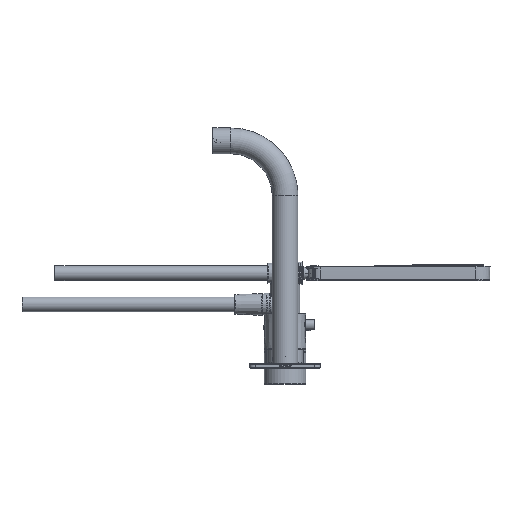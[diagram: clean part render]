
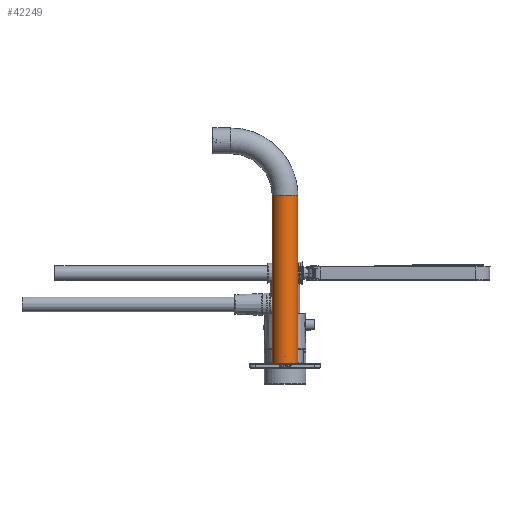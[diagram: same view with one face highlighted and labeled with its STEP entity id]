
A CAD part, front view. The second image highlights one B-rep face of the part: STEP entity #42249.
In plain terms, the highlighted cylindrical face has radius 13 mm (diameter 26 mm), a full revolution.
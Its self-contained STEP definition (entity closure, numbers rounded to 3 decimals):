
#7047=B_SPLINE_CURVE_WITH_KNOTS('',3,(#65339,#65340,#65341,#65342,#65343,
#65344,#65345,#65346,#65347,#65348,#65349),.UNSPECIFIED.,.T.,.F.,(1,1,1,
1,1,1,1,1,1,1,1,1,1,1,1),(-0.004,-0.003,-0.001,
0.,0.001,0.003,0.004,
0.006,0.007,0.009,0.01,
0.012,0.013,0.015,0.016),
 .UNSPECIFIED.);
#8316=CYLINDRICAL_SURFACE('',#48483,13.);
#8932=ORIENTED_EDGE('',*,*,#21374,.T.);
#8933=ORIENTED_EDGE('',*,*,#21375,.T.);
#8934=ORIENTED_EDGE('',*,*,#21376,.F.);
#21374=EDGE_CURVE('',#27595,#27595,#31729,.T.);
#21375=EDGE_CURVE('',#27596,#27596,#7047,.T.);
#21376=EDGE_CURVE('',#27597,#27597,#31730,.T.);
#27595=VERTEX_POINT('',#65338);
#27596=VERTEX_POINT('',#65350);
#27597=VERTEX_POINT('',#65352);
#31729=CIRCLE('',#48484,13.);
#31730=CIRCLE('',#48485,13.);
#33825=EDGE_LOOP('',(#8932));
#33826=EDGE_LOOP('',(#8933));
#33827=EDGE_LOOP('',(#8934));
#37484=FACE_BOUND('',#33825,.T.);
#37485=FACE_BOUND('',#33826,.T.);
#37486=FACE_BOUND('',#33827,.T.);
#42249=ADVANCED_FACE('',(#37484,#37485,#37486),#8316,.T.);
#48483=AXIS2_PLACEMENT_3D('',#65336,#53209,#53210);
#48484=AXIS2_PLACEMENT_3D('',#65337,#53211,#53212);
#48485=AXIS2_PLACEMENT_3D('',#65351,#53213,#53214);
#53209=DIRECTION('',(0.,0.,-1.));
#53210=DIRECTION('',(-1.,0.,0.));
#53211=DIRECTION('',(0.,0.,1.));
#53212=DIRECTION('',(1.,0.,0.));
#53213=DIRECTION('',(0.,0.,1.));
#53214=DIRECTION('',(1.,0.,0.));
#65336=CARTESIAN_POINT('',(0.,0.,170.));
#65337=CARTESIAN_POINT('',(0.,0.,0.2));
#65338=CARTESIAN_POINT('',(13.,0.,0.2));
#65339=CARTESIAN_POINT('',(12.935,1.442,3.566));
#65340=CARTESIAN_POINT('',(13.032,0.,2.986));
#65341=CARTESIAN_POINT('',(12.935,-1.442,3.565));
#65342=CARTESIAN_POINT('',(12.834,-2.053,5.001));
#65343=CARTESIAN_POINT('',(12.935,-1.441,6.434));
#65344=CARTESIAN_POINT('',(13.032,-0.002,7.014));
#65345=CARTESIAN_POINT('',(12.935,1.441,6.435));
#65346=CARTESIAN_POINT('',(12.834,2.053,5.001));
#65347=CARTESIAN_POINT('',(12.935,1.442,3.566));
#65348=CARTESIAN_POINT('',(13.032,0.,2.986));
#65349=CARTESIAN_POINT('',(12.935,-1.442,3.565));
#65350=CARTESIAN_POINT('',(13.,0.,3.179));
#65351=CARTESIAN_POINT('',(0.,0.,170.));
#65352=CARTESIAN_POINT('',(13.,0.,170.));
